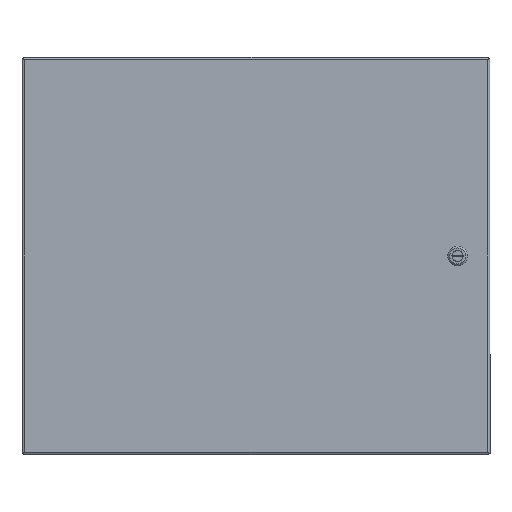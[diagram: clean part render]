
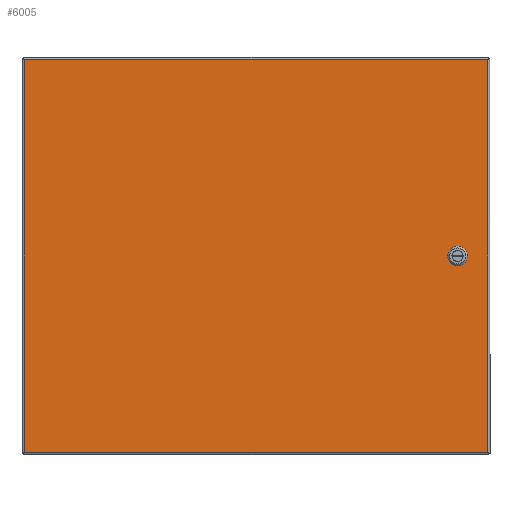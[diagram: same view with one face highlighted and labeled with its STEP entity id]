
A CAD part, front view. The second image highlights one B-rep face of the part: STEP entity #6005.
In plain terms, the highlighted planar face has unit normal (0, -1, 0).
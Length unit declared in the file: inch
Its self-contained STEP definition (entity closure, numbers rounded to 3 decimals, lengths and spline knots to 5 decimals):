
#51 = EDGE_CURVE ( 'NONE', #7320, #3908, #15611, .T. ) ;
#592 = CARTESIAN_POINT ( 'NONE',  ( 10.8635, -1.797, -10.864 ) ) ;
#609 = VECTOR ( 'NONE', #2286, 39.37008 ) ;
#630 = FACE_BOUND ( 'NONE', #1556, .T. ) ;
#657 = VECTOR ( 'NONE', #16988, 39.37008 ) ;
#759 = EDGE_CURVE ( 'NONE', #3908, #10298, #2409, .T. ) ;
#781 = ORIENTED_EDGE ( 'NONE', *, *, #8945, .T. ) ;
#1208 = VECTOR ( 'NONE', #8607, 39.37008 ) ;
#1556 = EDGE_LOOP ( 'NONE', ( #18473, #19891, #17657, #10024, #10700, #10879, #1575, #1645 ) ) ;
#1575 = ORIENTED_EDGE ( 'NONE', *, *, #4500, .T. ) ;
#1609 = VECTOR ( 'NONE', #13838, 39.37008 ) ;
#1645 = ORIENTED_EDGE ( 'NONE', *, *, #9096, .T. ) ;
#1993 = CARTESIAN_POINT ( 'NONE',  ( 11.49, -1.797, -10.6995 ) ) ;
#2213 = DIRECTION ( 'NONE',  ( -0.707, 0., 0.707 ) ) ;
#2286 = DIRECTION ( 'NONE',  ( -1., 0., 0. ) ) ;
#2409 = LINE ( 'NONE', #1993, #14033 ) ;
#2565 = CARTESIAN_POINT ( 'NONE',  ( 11.6545, -1.797, -11.326 ) ) ;
#2858 = ORIENTED_EDGE ( 'NONE', *, *, #19783, .T. ) ;
#3068 = CARTESIAN_POINT ( 'NONE',  ( 11.49, -1.797, -10.6995 ) ) ;
#3121 = CARTESIAN_POINT ( 'NONE',  ( 11.6545, -1.797, -11.326 ) ) ;
#3346 = CARTESIAN_POINT ( 'NONE',  ( 11.028, -1.797, -11.4905 ) ) ;
#3486 = DIRECTION ( 'NONE',  ( 0., 0., -1. ) ) ;
#3647 = VERTEX_POINT ( 'NONE', #18667 ) ;
#3772 = LINE ( 'NONE', #16420, #14427 ) ;
#3804 = VERTEX_POINT ( 'NONE', #19279 ) ;
#3908 = VERTEX_POINT ( 'NONE', #19376 ) ;
#4194 = AXIS2_PLACEMENT_3D ( 'NONE', #13387, #13495, #6702 ) ;
#4500 = EDGE_CURVE ( 'NONE', #3647, #18503, #8071, .T. ) ;
#4548 = ORIENTED_EDGE ( 'NONE', *, *, #13120, .T. ) ;
#4694 = DIRECTION ( 'NONE',  ( -0.707, 0., -0.707 ) ) ;
#5651 = ORIENTED_EDGE ( 'NONE', *, *, #11001, .T. ) ;
#6005 = ADVANCED_FACE ( 'NONE', ( #8689, #630 ), #9931, .T. ) ;
#6006 = DIRECTION ( 'NONE',  ( -1., 0., 0. ) ) ;
#6571 = VERTEX_POINT ( 'NONE', #13949 ) ;
#6702 = DIRECTION ( 'NONE',  ( 0., 0., -1. ) ) ;
#7320 = VERTEX_POINT ( 'NONE', #14749 ) ;
#7483 = DIRECTION ( 'NONE',  ( 0., 0., 1. ) ) ;
#7903 = VERTEX_POINT ( 'NONE', #592 ) ;
#8071 = LINE ( 'NONE', #17949, #609 ) ;
#8607 = DIRECTION ( 'NONE',  ( 1., 0., 0. ) ) ;
#8689 = FACE_OUTER_BOUND ( 'NONE', #18630, .T. ) ;
#8693 = EDGE_CURVE ( 'NONE', #11963, #3647, #17329, .T. ) ;
#8945 = EDGE_CURVE ( 'NONE', #11674, #3804, #18113, .T. ) ;
#9096 = EDGE_CURVE ( 'NONE', #18503, #9257, #13188, .T. ) ;
#9101 = EDGE_CURVE ( 'NONE', #7903, #7320, #3772, .T. ) ;
#9257 = VERTEX_POINT ( 'NONE', #18894 ) ;
#9931 = PLANE ( 'NONE',  #4194 ) ;
#10024 = ORIENTED_EDGE ( 'NONE', *, *, #759, .T. ) ;
#10298 = VERTEX_POINT ( 'NONE', #15065 ) ;
#10700 = ORIENTED_EDGE ( 'NONE', *, *, #10976, .T. ) ;
#10703 = CARTESIAN_POINT ( 'NONE',  ( -12.946, -1.797, -0.1235 ) ) ;
#10879 = ORIENTED_EDGE ( 'NONE', *, *, #8693, .T. ) ;
#10976 = EDGE_CURVE ( 'NONE', #10298, #11963, #15418, .T. ) ;
#11001 = EDGE_CURVE ( 'NONE', #6571, #17573, #20219, .T. ) ;
#11536 = CARTESIAN_POINT ( 'NONE',  ( -12.946, -1.797, -22.0665 ) ) ;
#11673 = VECTOR ( 'NONE', #7483, 39.37008 ) ;
#11674 = VERTEX_POINT ( 'NONE', #14242 ) ;
#11858 = CARTESIAN_POINT ( 'NONE',  ( -12.946, -1.797, -22.0665 ) ) ;
#11963 = VERTEX_POINT ( 'NONE', #15061 ) ;
#12261 = VECTOR ( 'NONE', #17274, 39.37008 ) ;
#12268 = LINE ( 'NONE', #16661, #1609 ) ;
#13120 = EDGE_CURVE ( 'NONE', #17573, #11674, #18640, .T. ) ;
#13188 = LINE ( 'NONE', #19659, #13756 ) ;
#13387 = CARTESIAN_POINT ( 'NONE',  ( -12.946, -1.797, -22.0665 ) ) ;
#13493 = DIRECTION ( 'NONE',  ( 0.707, 0., -0.707 ) ) ;
#13495 = DIRECTION ( 'NONE',  ( 0., -1., 0. ) ) ;
#13756 = VECTOR ( 'NONE', #2213, 39.37008 ) ;
#13838 = DIRECTION ( 'NONE',  ( 0., 0., 1. ) ) ;
#13949 = CARTESIAN_POINT ( 'NONE',  ( 12.947, -1.797, -22.0665 ) ) ;
#14033 = VECTOR ( 'NONE', #13493, 39.37008 ) ;
#14242 = CARTESIAN_POINT ( 'NONE',  ( -12.946, -1.797, -0.1235 ) ) ;
#14427 = VECTOR ( 'NONE', #19445, 39.37008 ) ;
#14749 = CARTESIAN_POINT ( 'NONE',  ( 11.028, -1.797, -10.6995 ) ) ;
#15061 = CARTESIAN_POINT ( 'NONE',  ( 11.6545, -1.797, -11.326 ) ) ;
#15064 = VECTOR ( 'NONE', #4694, 39.37008 ) ;
#15065 = CARTESIAN_POINT ( 'NONE',  ( 11.6545, -1.797, -10.864 ) ) ;
#15318 = CARTESIAN_POINT ( 'NONE',  ( 12.947, -1.797, -22.0665 ) ) ;
#15418 = LINE ( 'NONE', #2565, #657 ) ;
#15611 = LINE ( 'NONE', #3068, #12261 ) ;
#16080 = VECTOR ( 'NONE', #3486, 39.37008 ) ;
#16420 = CARTESIAN_POINT ( 'NONE',  ( 11.028, -1.797, -10.6995 ) ) ;
#16661 = CARTESIAN_POINT ( 'NONE',  ( 10.8635, -1.797, -10.864 ) ) ;
#16988 = DIRECTION ( 'NONE',  ( 0., 0., -1. ) ) ;
#17153 = EDGE_CURVE ( 'NONE', #9257, #7903, #12268, .T. ) ;
#17274 = DIRECTION ( 'NONE',  ( 1., 0., 0. ) ) ;
#17329 = LINE ( 'NONE', #3121, #15064 ) ;
#17573 = VERTEX_POINT ( 'NONE', #18306 ) ;
#17657 = ORIENTED_EDGE ( 'NONE', *, *, #51, .T. ) ;
#17949 = CARTESIAN_POINT ( 'NONE',  ( 11.028, -1.797, -11.4905 ) ) ;
#18000 = LINE ( 'NONE', #11536, #1208 ) ;
#18113 = LINE ( 'NONE', #11858, #16080 ) ;
#18306 = CARTESIAN_POINT ( 'NONE',  ( 12.947, -1.797, -0.1235 ) ) ;
#18473 = ORIENTED_EDGE ( 'NONE', *, *, #17153, .T. ) ;
#18503 = VERTEX_POINT ( 'NONE', #3346 ) ;
#18630 = EDGE_LOOP ( 'NONE', ( #5651, #4548, #781, #2858 ) ) ;
#18640 = LINE ( 'NONE', #10703, #20167 ) ;
#18667 = CARTESIAN_POINT ( 'NONE',  ( 11.49, -1.797, -11.4905 ) ) ;
#18894 = CARTESIAN_POINT ( 'NONE',  ( 10.8635, -1.797, -11.326 ) ) ;
#19279 = CARTESIAN_POINT ( 'NONE',  ( -12.946, -1.797, -22.0665 ) ) ;
#19376 = CARTESIAN_POINT ( 'NONE',  ( 11.49, -1.797, -10.6995 ) ) ;
#19445 = DIRECTION ( 'NONE',  ( 0.707, 0., 0.707 ) ) ;
#19659 = CARTESIAN_POINT ( 'NONE',  ( 10.8635, -1.797, -11.326 ) ) ;
#19783 = EDGE_CURVE ( 'NONE', #3804, #6571, #18000, .T. ) ;
#19891 = ORIENTED_EDGE ( 'NONE', *, *, #9101, .T. ) ;
#20167 = VECTOR ( 'NONE', #6006, 39.37008 ) ;
#20219 = LINE ( 'NONE', #15318, #11673 ) ;
